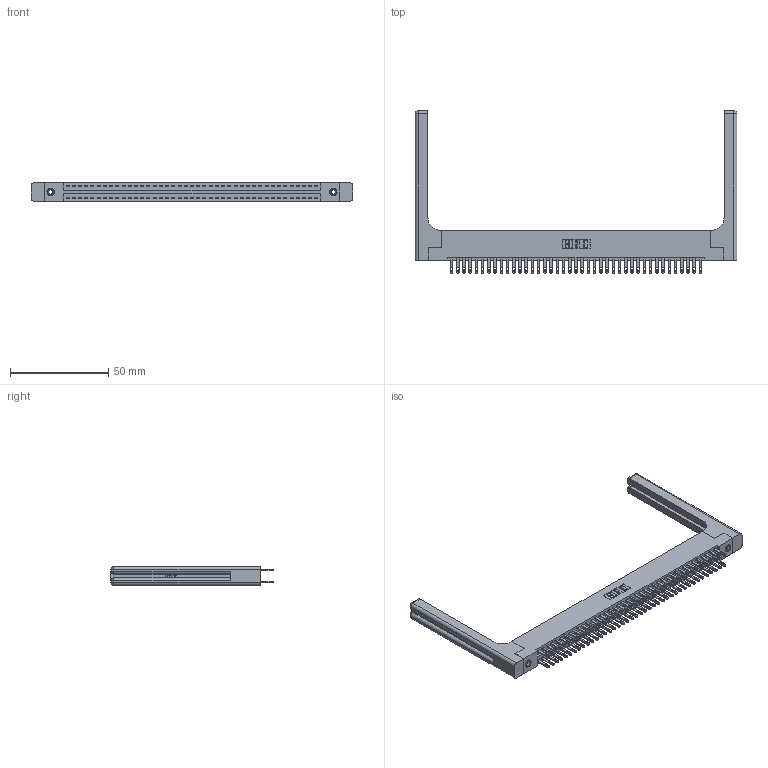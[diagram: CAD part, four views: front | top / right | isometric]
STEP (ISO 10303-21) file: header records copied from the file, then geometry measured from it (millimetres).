
FILE_DESCRIPTION (( 'STEP AP203' ), '1' );
FILE_NAME ('346-082-500-258.STEP', '2022-05-25T17:01:53', ( '' ), ( '' ), 'SwSTEP 2.0', 'SolidWorks 2020', '' );
FILE_SCHEMA (( 'CONFIG_CONTROL_DESIGN' ));
Length unit declared in the file: inch
Products named in the file (5): 346-220-058_345-220-058; 345-292-001_345-293-100; 346-082-500-258; 345-250-001_345-250-001-102; 346 Part_Flush Mounting Lugs - 0.156 Dia-TH
Assembly tree (87 placements, depth 2):
  346-082-500-258
    346 Part_Flush Mounting Lugs - 0.156 Dia-TH
    345-292-001_345-293-100  x82
    345-250-001_345-250-001-102  x2
    346-220-058_345-220-058  x2
Bounding box: 164.24 x 82.8 x 9.4 mm (x, y, z)
Volume: 23734 mm3; surface area: 28172.6 mm2
Topology: 87 solids, 87 shells, 4328 faces, 13085 edges, 8702 vertices
Faces by surface type: plane 2616, cylinder 1652, bspline 36, cone 12, sphere 8, torus 4
Entity records: 32420 total; most frequent: CARTESIAN_POINT 6355, ORIENTED_EDGE 5084, DIRECTION 4586, EDGE_CURVE 2542, LINE 2150, VECTOR 2150, VERTEX_POINT 1686, AXIS2_PLACEMENT_3D 1218
